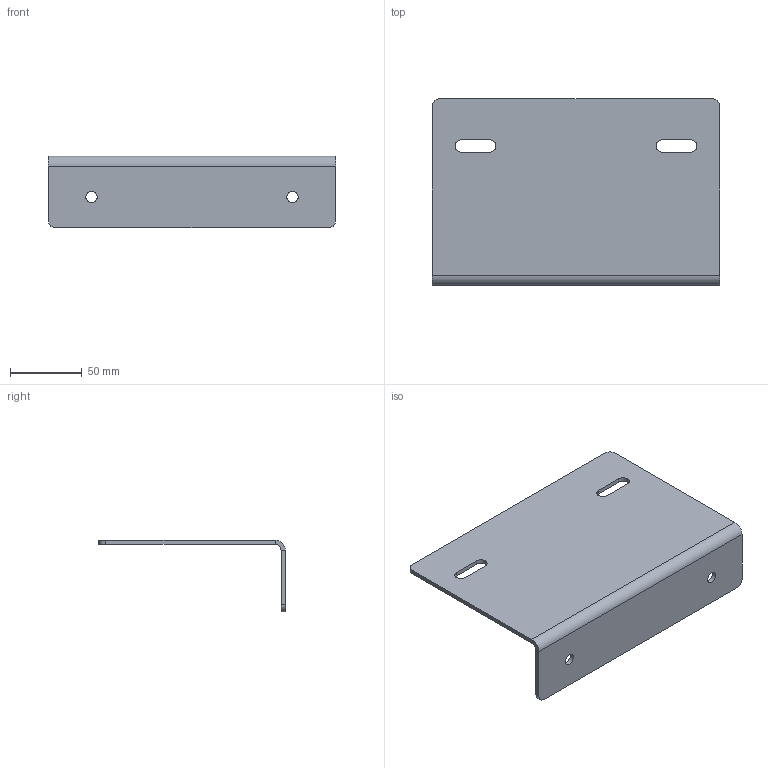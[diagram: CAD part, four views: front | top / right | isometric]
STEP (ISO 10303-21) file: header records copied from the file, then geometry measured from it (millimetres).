
FILE_DESCRIPTION(/* description */ (''),/* implementation_level */ '2;1');
FILE_NAME(/* name */ 'HALTEBLECH_VAKUUM2_T1',/* time_stamp */ '2013-02-05T11:52:09+01:00',/* author */ (''),/* organization */ (''),/* preprocessor_version */ 'ST-DEVELOPER v14',/* originating_system */ 'HiCAD 2012 1702.2 Build 631',/* authorisation */ '');
FILE_SCHEMA (('AUTOMOTIVE_DESIGN { 1 0 10303 214 1 1 1 1 }'));
Length unit declared in the file: millimetre
Products named in the file (5): Baugruppe _Baugruppe; Blech-Hauptteil_Kantblech; Biegezone; Blechlasche
Assembly tree (4 placements, depth 3):
  Baugruppe _Baugruppe
    Blech-Hauptteil_Kantblech
      Biegezone
      Blechlasche
      Blechlasche
Bounding box: 200 x 130 x 50 mm (x, y, z)
Volume: 103057.2 mm3; surface area: 73877.9 mm2
Topology: 3 solids, 3 shells, 32 faces, 78 edges, 52 vertices
Faces by surface type: plane 20, cylinder 12
Full cylindrical faces by diameter (mm): 8 x2
Entity records: 1814 total; most frequent: DIRECTION 180, CARTESIAN_POINT 168, PRESENTATION_STYLE_ASSIGNMENT 155, COLOUR_RGB 153, DRAUGHTING_PRE_DEFINED_CURVE_FONT 152, CURVE_STYLE 152, OVER_RIDING_STYLED_ITEM 152, ORIENTED_EDGE 152
